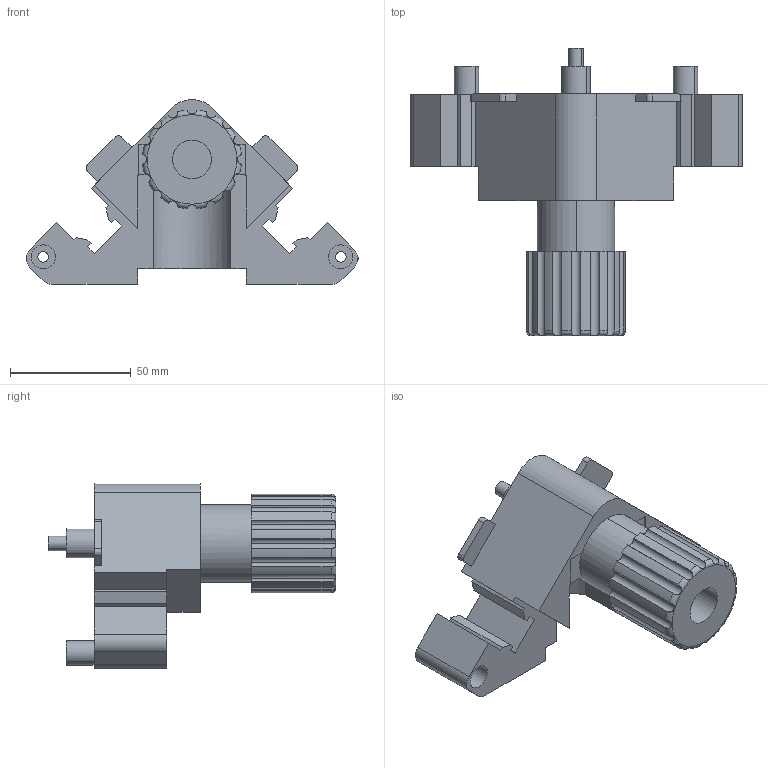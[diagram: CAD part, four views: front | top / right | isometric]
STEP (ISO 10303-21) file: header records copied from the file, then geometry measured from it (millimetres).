
FILE_DESCRIPTION (( 'STEP AP214' ), '1' );
FILE_NAME ('F005029-open_3D.step', '2022-10-10T13:58:25', ( '' ), ( '' ), 'SwSTEP 2.0', 'SolidWorks 2020', '' );
FILE_SCHEMA (( 'AUTOMOTIVE_DESIGN' ));
Length unit declared in the file: millimetre
Products named in the file (4): Plotnicka- dowely; Noha 100; dni dil 100; F005029-open_3D
Assembly tree (3 placements, depth 2):
  F005029-open_3D
    Noha 100
    dni dil 100
    Plotnicka- dowely
Bounding box: 137.24 x 119 x 76.3 mm (x, y, z)
Volume: 144206.1 mm3; surface area: 88535.6 mm2
Topology: 5 solids, 5 shells, 262 faces, 719 edges, 479 vertices
Faces by surface type: plane 164, cylinder 96, torus 2
Entity records: 9100 total; most frequent: CARTESIAN_POINT 2120, ORIENTED_EDGE 1438, DIRECTION 1410, EDGE_CURVE 719, LINE 508, VECTOR 508, VERTEX_POINT 479, AXIS2_PLACEMENT_3D 451
